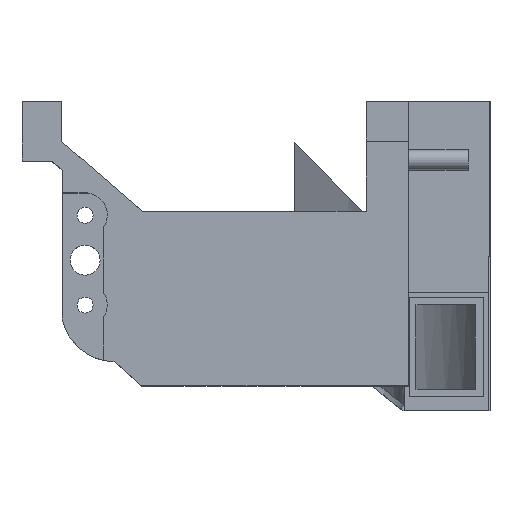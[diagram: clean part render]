
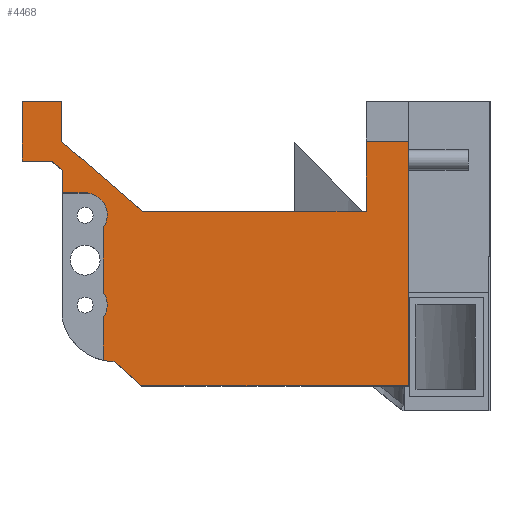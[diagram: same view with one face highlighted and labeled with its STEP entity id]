
A CAD part, top view. The second image highlights one B-rep face of the part: STEP entity #4468.
In plain terms, the highlighted planar face has unit normal (0, 0, 1).
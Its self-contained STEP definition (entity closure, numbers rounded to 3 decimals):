
#141=CIRCLE('',#4721,4.452);
#142=CIRCLE('',#4722,4.452);
#143=CIRCLE('',#4723,10.776);
#310=FACE_OUTER_BOUND('',#550,.T.);
#550=EDGE_LOOP('',(#3640,#3641,#3642,#3643,#3644,#3645,#3646,#3647,#3648,
#3649,#3650,#3651,#3652,#3653,#3654,#3655,#3656,#3657,#3658,#3659,#3660,
#3661));
#977=LINE('',#7371,#1531);
#979=LINE('',#7375,#1533);
#984=LINE('',#7385,#1538);
#986=LINE('',#7389,#1540);
#987=LINE('',#7391,#1541);
#988=LINE('',#7393,#1542);
#990=LINE('',#7397,#1544);
#991=LINE('',#7399,#1545);
#992=LINE('',#7401,#1546);
#993=LINE('',#7403,#1547);
#994=LINE('',#7407,#1548);
#995=LINE('',#7411,#1549);
#996=LINE('',#7415,#1550);
#997=LINE('',#7417,#1551);
#998=LINE('',#7419,#1552);
#999=LINE('',#7421,#1553);
#1000=LINE('',#7423,#1554);
#1001=LINE('',#7424,#1555);
#1002=LINE('',#7425,#1556);
#1531=VECTOR('',#5478,10.);
#1533=VECTOR('',#5482,10.);
#1538=VECTOR('',#5489,10.);
#1540=VECTOR('',#5493,10.);
#1541=VECTOR('',#5494,10.);
#1542=VECTOR('',#5495,10.);
#1544=VECTOR('',#5499,10.);
#1545=VECTOR('',#5500,10.);
#1546=VECTOR('',#5501,10.);
#1547=VECTOR('',#5502,10.);
#1548=VECTOR('',#5505,10.);
#1549=VECTOR('',#5508,10.);
#1550=VECTOR('',#5511,10.);
#1551=VECTOR('',#5512,10.);
#1552=VECTOR('',#5513,10.);
#1553=VECTOR('',#5514,10.);
#1554=VECTOR('',#5515,10.);
#1555=VECTOR('',#5516,10.);
#1556=VECTOR('',#5517,10.);
#2021=VERTEX_POINT('',#7368);
#2022=VERTEX_POINT('',#7370);
#2023=VERTEX_POINT('',#7374);
#2026=VERTEX_POINT('',#7382);
#2027=VERTEX_POINT('',#7384);
#2028=VERTEX_POINT('',#7388);
#2029=VERTEX_POINT('',#7390);
#2030=VERTEX_POINT('',#7392);
#2031=VERTEX_POINT('',#7396);
#2032=VERTEX_POINT('',#7398);
#2033=VERTEX_POINT('',#7400);
#2034=VERTEX_POINT('',#7402);
#2035=VERTEX_POINT('',#7404);
#2036=VERTEX_POINT('',#7406);
#2037=VERTEX_POINT('',#7408);
#2038=VERTEX_POINT('',#7410);
#2039=VERTEX_POINT('',#7412);
#2040=VERTEX_POINT('',#7414);
#2041=VERTEX_POINT('',#7416);
#2042=VERTEX_POINT('',#7418);
#2043=VERTEX_POINT('',#7420);
#2044=VERTEX_POINT('',#7422);
#2584=EDGE_CURVE('',#2022,#2021,#977,.T.);
#2586=EDGE_CURVE('',#2023,#2022,#979,.T.);
#2591=EDGE_CURVE('',#2027,#2026,#984,.T.);
#2593=EDGE_CURVE('',#2028,#2027,#986,.T.);
#2594=EDGE_CURVE('',#2029,#2028,#987,.T.);
#2595=EDGE_CURVE('',#2029,#2030,#988,.T.);
#2597=EDGE_CURVE('',#2026,#2031,#990,.T.);
#2598=EDGE_CURVE('',#2031,#2032,#991,.T.);
#2599=EDGE_CURVE('',#2032,#2033,#992,.T.);
#2600=EDGE_CURVE('',#2033,#2034,#993,.T.);
#2601=EDGE_CURVE('',#2034,#2035,#141,.T.);
#2602=EDGE_CURVE('',#2035,#2036,#994,.T.);
#2603=EDGE_CURVE('',#2036,#2037,#142,.T.);
#2604=EDGE_CURVE('',#2037,#2038,#995,.T.);
#2605=EDGE_CURVE('',#2038,#2039,#143,.T.);
#2606=EDGE_CURVE('',#2040,#2039,#996,.T.);
#2607=EDGE_CURVE('',#2041,#2040,#997,.T.);
#2608=EDGE_CURVE('',#2042,#2041,#998,.T.);
#2609=EDGE_CURVE('',#2042,#2043,#999,.T.);
#2610=EDGE_CURVE('',#2044,#2043,#1000,.T.);
#2611=EDGE_CURVE('',#2023,#2044,#1001,.T.);
#2612=EDGE_CURVE('',#2021,#2030,#1002,.T.);
#3640=ORIENTED_EDGE('',*,*,#2591,.T.);
#3641=ORIENTED_EDGE('',*,*,#2597,.T.);
#3642=ORIENTED_EDGE('',*,*,#2598,.T.);
#3643=ORIENTED_EDGE('',*,*,#2599,.T.);
#3644=ORIENTED_EDGE('',*,*,#2600,.T.);
#3645=ORIENTED_EDGE('',*,*,#2601,.T.);
#3646=ORIENTED_EDGE('',*,*,#2602,.T.);
#3647=ORIENTED_EDGE('',*,*,#2603,.T.);
#3648=ORIENTED_EDGE('',*,*,#2604,.T.);
#3649=ORIENTED_EDGE('',*,*,#2605,.T.);
#3650=ORIENTED_EDGE('',*,*,#2606,.F.);
#3651=ORIENTED_EDGE('',*,*,#2607,.F.);
#3652=ORIENTED_EDGE('',*,*,#2608,.F.);
#3653=ORIENTED_EDGE('',*,*,#2609,.T.);
#3654=ORIENTED_EDGE('',*,*,#2610,.F.);
#3655=ORIENTED_EDGE('',*,*,#2611,.F.);
#3656=ORIENTED_EDGE('',*,*,#2586,.T.);
#3657=ORIENTED_EDGE('',*,*,#2584,.T.);
#3658=ORIENTED_EDGE('',*,*,#2612,.T.);
#3659=ORIENTED_EDGE('',*,*,#2595,.F.);
#3660=ORIENTED_EDGE('',*,*,#2594,.T.);
#3661=ORIENTED_EDGE('',*,*,#2593,.T.);
#4244=PLANE('',#4720);
#4468=ADVANCED_FACE('',(#310),#4244,.T.);
#4720=AXIS2_PLACEMENT_3D('',#7395,#5497,#5498);
#4721=AXIS2_PLACEMENT_3D('',#7405,#5503,#5504);
#4722=AXIS2_PLACEMENT_3D('',#7409,#5506,#5507);
#4723=AXIS2_PLACEMENT_3D('',#7413,#5509,#5510);
#5478=DIRECTION('',(0.,1.,0.));
#5482=DIRECTION('',(-0.755,0.655,0.));
#5489=DIRECTION('',(1.,0.,0.));
#5493=DIRECTION('',(0.,-1.,0.));
#5494=DIRECTION('',(0.,-1.,0.));
#5495=DIRECTION('',(0.,1.,0.));
#5497=DIRECTION('center_axis',(0.,0.,
1.));
#5498=DIRECTION('ref_axis',(1.,0.,0.));
#5499=DIRECTION('',(0.779,-0.627,0.));
#5500=DIRECTION('',(0.,-1.,0.));
#5501=DIRECTION('',(1.,0.,0.));
#5502=DIRECTION('',(0.,-1.,0.));
#5503=DIRECTION('center_axis',(0.,0.,
-1.));
#5504=DIRECTION('ref_axis',(-1.,0.,0.));
#5505=DIRECTION('',(0.,-1.,0.));
#5506=DIRECTION('center_axis',(0.,0.,
-1.));
#5507=DIRECTION('ref_axis',(-1.,0.,0.));
#5508=DIRECTION('',(0.,-1.,0.));
#5509=DIRECTION('center_axis',(0.,0.,
1.));
#5510=DIRECTION('ref_axis',(-0.974,-0.225,0.));
#5511=DIRECTION('',(-0.748,0.664,0.));
#5512=DIRECTION('',(-1.,0.,0.));
#5513=DIRECTION('',(0.,-1.,0.));
#5514=DIRECTION('',(-1.,0.,0.));
#5515=DIRECTION('',(0.,1.,0.));
#5516=DIRECTION('',(1.,0.,0.));
#5517=DIRECTION('',(-1.,0.,0.));
#7368=CARTESIAN_POINT('',(3.898,0.,5.292));
#7370=CARTESIAN_POINT('',(3.898,-8.105,5.292));
#7371=CARTESIAN_POINT('',(3.898,-8.105,5.292));
#7374=CARTESIAN_POINT('',(20.032,-22.105,5.292));
#7375=CARTESIAN_POINT('',(20.032,-22.105,5.292));
#7382=CARTESIAN_POINT('',(1.768,-12.015,5.292));
#7384=CARTESIAN_POINT('',(-4.102,-12.015,5.292));
#7385=CARTESIAN_POINT('',(1.923,-12.015,5.292));
#7388=CARTESIAN_POINT('',(-4.102,-9.105,5.292));
#7389=CARTESIAN_POINT('',(-4.102,-9.105,5.292));
#7390=CARTESIAN_POINT('',(-4.102,-8.105,5.292));
#7391=CARTESIAN_POINT('',(-4.102,-8.105,5.292));
#7392=CARTESIAN_POINT('',(-4.102,0.,5.292));
#7393=CARTESIAN_POINT('',(-4.102,-8.105,5.292));
#7395=CARTESIAN_POINT('Origin',(3.898,-52.105,5.292));
#7396=CARTESIAN_POINT('',(4.,-13.814,5.292));
#7397=CARTESIAN_POINT('',(6.32,-15.683,5.292));
#7398=CARTESIAN_POINT('',(4.,-18.398,5.292));
#7399=CARTESIAN_POINT('',(4.,-18.425,5.292));
#7400=CARTESIAN_POINT('',(9.,-18.398,5.292));
#7401=CARTESIAN_POINT('',(3.949,-18.398,5.292));
#7402=CARTESIAN_POINT('',(9.,-18.421,5.292));
#7403=CARTESIAN_POINT('',(9.,-35.758,5.292));
#7404=CARTESIAN_POINT('',(12.206,-25.393,5.292));
#7405=CARTESIAN_POINT('Origin',(8.55,-22.851,5.292));
#7406=CARTESIAN_POINT('',(12.206,-38.308,5.292));
#7407=CARTESIAN_POINT('',(12.206,-20.425,5.292));
#7408=CARTESIAN_POINT('',(12.206,-43.393,5.292));
#7409=CARTESIAN_POINT('Origin',(8.55,-40.851,5.292));
#7410=CARTESIAN_POINT('',(12.206,-51.945,5.292));
#7411=CARTESIAN_POINT('',(12.206,-20.425,5.292));
#7412=CARTESIAN_POINT('',(14.359,-52.191,5.292));
#7413=CARTESIAN_POINT('Origin',(14.498,-41.416,5.292));
#7414=CARTESIAN_POINT('',(19.898,-57.105,5.292));
#7415=CARTESIAN_POINT('',(19.898,-57.105,5.292));
#7416=CARTESIAN_POINT('',(73.398,-57.105,5.292));
#7417=CARTESIAN_POINT('',(-4.102,-57.105,5.292));
#7418=CARTESIAN_POINT('',(73.398,-8.105,5.292));
#7419=CARTESIAN_POINT('',(73.398,-28.193,5.292));
#7420=CARTESIAN_POINT('',(64.898,-8.105,5.292));
#7421=CARTESIAN_POINT('',(-4.102,-8.105,5.292));
#7422=CARTESIAN_POINT('',(64.898,-22.105,5.292));
#7423=CARTESIAN_POINT('',(64.898,-28.959,5.292));
#7424=CARTESIAN_POINT('',(3.898,-22.105,5.292));
#7425=CARTESIAN_POINT('',(-2.102,0.,5.292));
